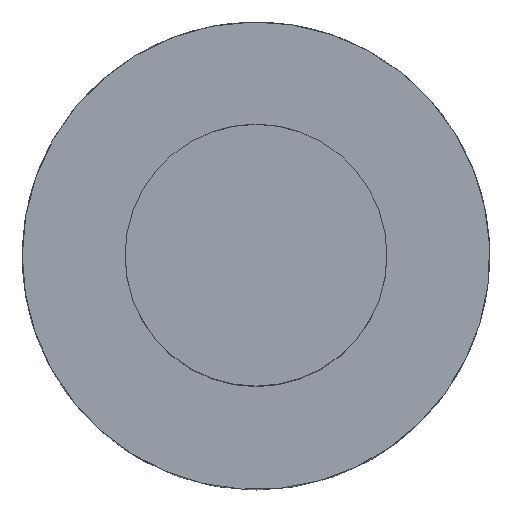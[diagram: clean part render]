
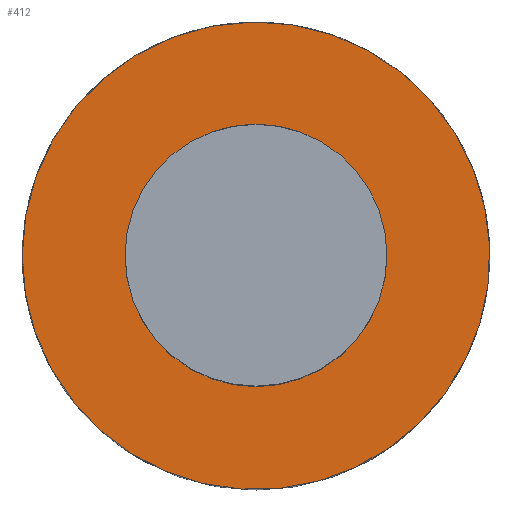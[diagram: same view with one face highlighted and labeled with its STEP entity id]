
A CAD part, top view. The second image highlights one B-rep face of the part: STEP entity #412.
In plain terms, the highlighted planar face has unit normal (0, 0, 1).
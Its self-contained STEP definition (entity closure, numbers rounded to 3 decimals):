
#412=ADVANCED_FACE('240[2]',(#1016,#1017),#1018,.T.);
#473=EDGE_CURVE('240[2]',#1102,#1102,#1103,.T.);
#592=EDGE_CURVE('240[2]',#1258,#1258,#1259,.T.);
#1016=FACE_OUTER_BOUND('',#1858,.T.);
#1017=FACE_BOUND('',#1859,.T.);
#1018=PLANE('',#1860);
#1102=VERTEX_POINT('',#1989);
#1103=CIRCLE('',#1990,25.0);
#1258=VERTEX_POINT('',#2244);
#1259=CIRCLE('',#2245,14.0);
#1858=EDGE_LOOP('',(#2922));
#1859=EDGE_LOOP('',(#2923));
#1860=AXIS2_PLACEMENT_3D('',#2924,#2925,#2926);
#1989=CARTESIAN_POINT('',(-25.0,0.,0.0));
#1990=AXIS2_PLACEMENT_3D('',#3011,#3012,#3013);
#2244=CARTESIAN_POINT('',(14.0,0.0,0.0));
#2245=AXIS2_PLACEMENT_3D('',#3193,#3194,#3195);
#2922=ORIENTED_EDGE('',*,*,#473,.T.);
#2923=ORIENTED_EDGE('',*,*,#592,.T.);
#2924=CARTESIAN_POINT('',(12.5,0.,0.));
#2925=DIRECTION('',(0.0,0.0,1.0));
#2926=DIRECTION('',(1.0,-0.0,0.0));
#3011=CARTESIAN_POINT('',(0.,0.,0.0));
#3012=DIRECTION('',(0.0,0.0,1.0));
#3013=DIRECTION('',(1.0,0.,0.0));
#3193=CARTESIAN_POINT('',(0.0,0.0,0.));
#3194=DIRECTION('',(0.0,0.0,-1.0));
#3195=DIRECTION('',(1.0,0.0,0.0));
